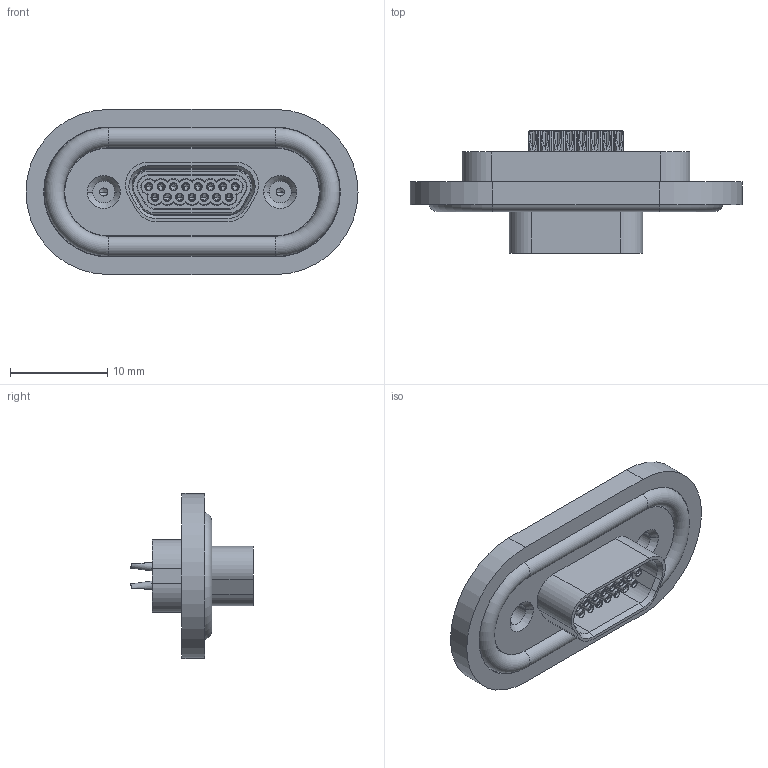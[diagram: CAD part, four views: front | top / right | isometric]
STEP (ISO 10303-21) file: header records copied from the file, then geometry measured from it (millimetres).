
FILE_DESCRIPTION((''),'2;1');
FILE_NAME('DCDH-15SSBN','2017-02-13T',('mbarraclough'),(''),'CREO PARAMETRIC BY PTC INC, 2014500','CREO PARAMETRIC BY PTC INC, 2014500','');
FILE_SCHEMA(('CONFIG_CONTROL_DESIGN'));
Length unit declared in the file: millimetre
Products named in the file (1): DCDH-15SSBN
Bounding box: 34.16 x 12.59 x 17 mm (x, y, z)
Volume: 1804.7 mm3; surface area: 2968.6 mm2
Topology: 2 solids, 2 shells, 597 faces, 1413 edges, 872 vertices
Faces by surface type: cylinder 306, plane 162, cone 95, torus 34
Entity records: 18878 total; most frequent: CARTESIAN_POINT 5073, DIRECTION 3026, ORIENTED_EDGE 2698, EDGE_CURVE 1349, AXIS2_PLACEMENT_3D 1247, VERTEX_POINT 872, EDGE_LOOP 745, CIRCLE 650
